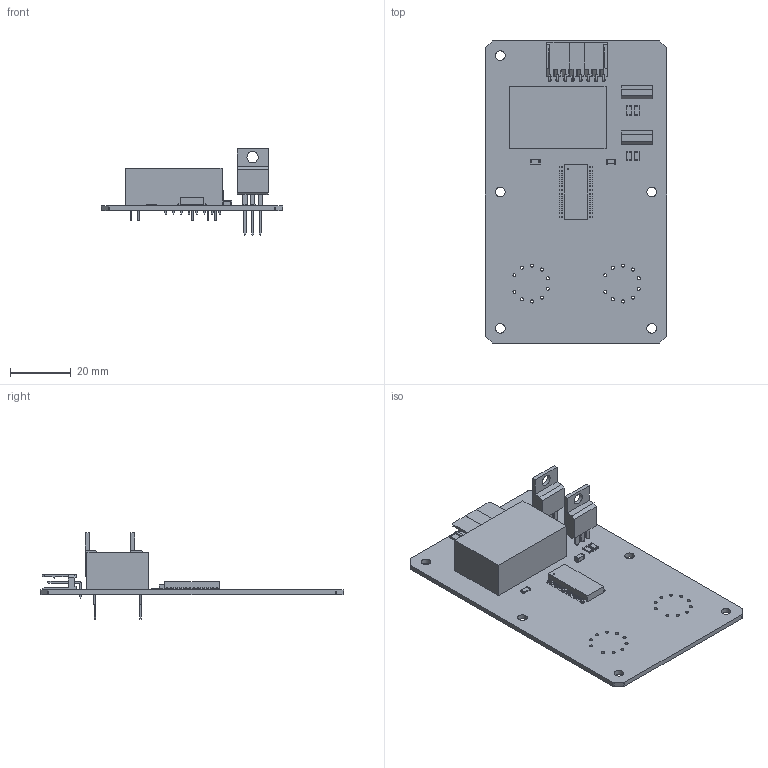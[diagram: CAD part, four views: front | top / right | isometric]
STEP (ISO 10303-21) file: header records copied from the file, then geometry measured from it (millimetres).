
FILE_DESCRIPTION(('KiCad electronic assembly'),'2;1');
FILE_NAME('numitronbreakout.step','2024-12-18T08:51:05',('Pcbnew'),( 'Kicad'),'Open CASCADE STEP processor 7.8','KiCad to STEP converter' ,'Unknown');
FILE_SCHEMA(('AUTOMOTIVE_DESIGN { 1 0 10303 214 1 1 1 1 }'));
Length unit declared in the file: millimetre
Products named in the file (14): numitronbreakout 1; C_1206_3216Metric; SOW28_17P90X7P50_MCH; part; R_1206_3216Metric; 66100811722; 6610xx11722; LDB-600L; ASSEMBLY; TO-220-3_Vertical; _autosave-numitronbreakout_PCB
Assembly tree (18 placements, depth 3):
  numitronbreakout 1
    C_1206_3216Metric
      C_1206_3216Metric
    SOW28_17P90X7P50_MCH
      part
    R_1206_3216Metric  x5
      R_1206_3216Metric
    66100811722
      6610xx11722
    LDB-600L
      ASSEMBLY
    TO-220-3_Vertical  x2
      TO-220-3_Vertical
    _autosave-numitronbreakout_PCB
Bounding box: 60 x 100 x 28.52 mm (x, y, z)
Volume: 19195.6 mm3; surface area: 18503 mm2
Topology: 52 solids, 52 shells, 1162 faces, 3081 edges, 2025 vertices
Faces by surface type: plane 912, cylinder 250
Full cylindrical faces by diameter (mm): 0.38 x1, 0.6 x9, 0.8 x9, 1 x28, 1.1 x6, 3.2 x5, 3.735 x2
Entity records: 34893 total; most frequent: CARTESIAN_POINT 5458, ORIENTED_EDGE 5342, DIRECTION 5162, EDGE_CURVE 2671, LINE 2236, VECTOR 2236, VERTEX_POINT 1757, AXIS2_PLACEMENT_3D 1463
